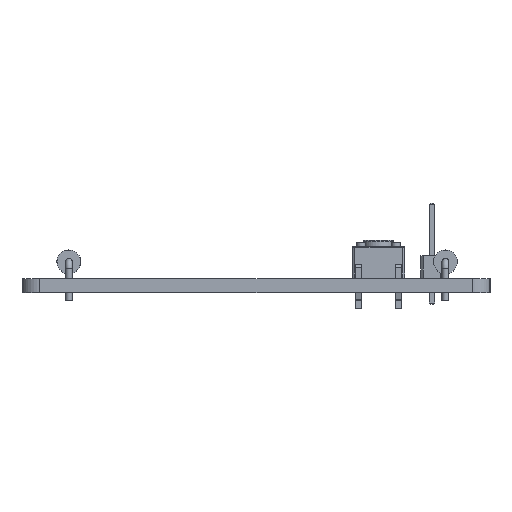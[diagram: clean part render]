
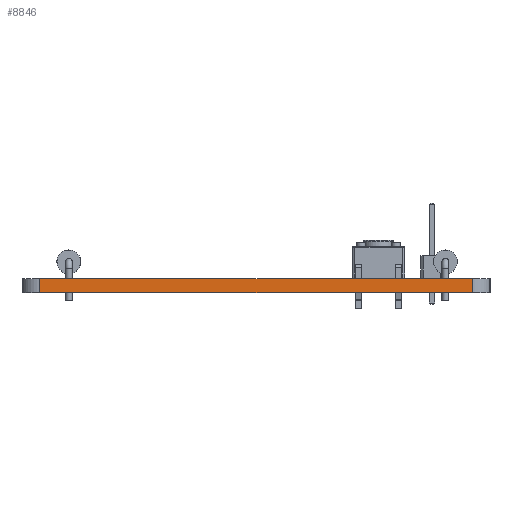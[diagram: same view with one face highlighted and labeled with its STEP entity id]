
A CAD part, left-side view. The second image highlights one B-rep face of the part: STEP entity #8846.
In plain terms, the highlighted planar face has unit normal (-1, 0, 0).
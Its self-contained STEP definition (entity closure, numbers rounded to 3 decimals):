
#6691 = VERTEX_POINT('',#6692);
#6692 = CARTESIAN_POINT('',(59.944,-44.958,0.));
#6699 = EDGE_CURVE('',#6700,#6691,#6702,.T.);
#6700 = VERTEX_POINT('',#6701);
#6701 = CARTESIAN_POINT('',(59.944,-94.234,0.));
#6702 = LINE('',#6703,#6704);
#6703 = CARTESIAN_POINT('',(59.944,-94.234,0.));
#6704 = VECTOR('',#6705,1.);
#6705 = DIRECTION('',(0.,1.,0.));
#7755 = VERTEX_POINT('',#7756);
#7756 = CARTESIAN_POINT('',(59.944,-44.958,1.6));
#7763 = EDGE_CURVE('',#7764,#7755,#7766,.T.);
#7764 = VERTEX_POINT('',#7765);
#7765 = CARTESIAN_POINT('',(59.944,-94.234,1.6));
#7766 = LINE('',#7767,#7768);
#7767 = CARTESIAN_POINT('',(59.944,-94.234,1.6));
#7768 = VECTOR('',#7769,1.);
#7769 = DIRECTION('',(0.,1.,0.));
#8816 = EDGE_CURVE('',#6691,#7755,#8817,.T.);
#8817 = LINE('',#8818,#8819);
#8818 = CARTESIAN_POINT('',(59.944,-44.958,0.));
#8819 = VECTOR('',#8820,1.);
#8820 = DIRECTION('',(0.,0.,1.));
#8846 = ADVANCED_FACE('',(#8847),#8858,.T.);
#8847 = FACE_BOUND('',#8848,.T.);
#8848 = EDGE_LOOP('',(#8849,#8855,#8856,#8857));
#8849 = ORIENTED_EDGE('',*,*,#8850,.T.);
#8850 = EDGE_CURVE('',#6700,#7764,#8851,.T.);
#8851 = LINE('',#8852,#8853);
#8852 = CARTESIAN_POINT('',(59.944,-94.234,0.));
#8853 = VECTOR('',#8854,1.);
#8854 = DIRECTION('',(0.,0.,1.));
#8855 = ORIENTED_EDGE('',*,*,#7763,.T.);
#8856 = ORIENTED_EDGE('',*,*,#8816,.F.);
#8857 = ORIENTED_EDGE('',*,*,#6699,.F.);
#8858 = PLANE('',#8859);
#8859 = AXIS2_PLACEMENT_3D('',#8860,#8861,#8862);
#8860 = CARTESIAN_POINT('',(59.944,-94.234,0.));
#8861 = DIRECTION('',(-1.,0.,0.));
#8862 = DIRECTION('',(0.,1.,0.));
